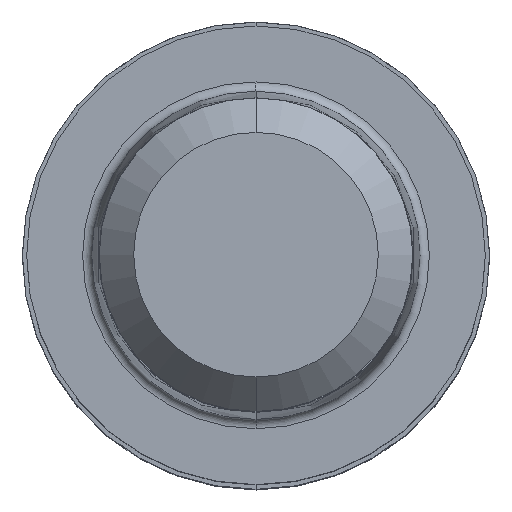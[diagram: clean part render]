
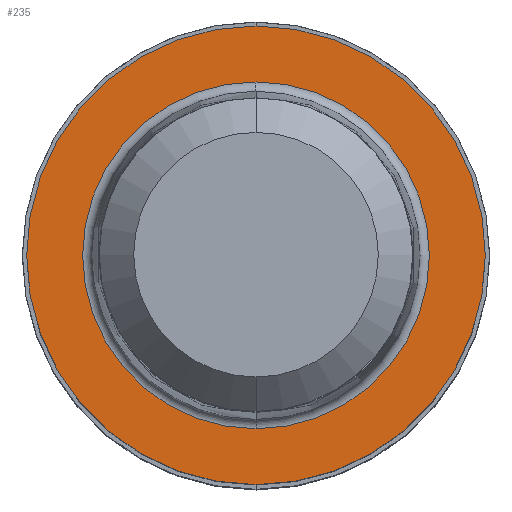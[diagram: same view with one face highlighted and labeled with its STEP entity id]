
A CAD part, top view. The second image highlights one B-rep face of the part: STEP entity #235.
In plain terms, the highlighted planar face has unit normal (0, 0, 1).
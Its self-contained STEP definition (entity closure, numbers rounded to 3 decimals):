
#235=ADVANCED_FACE('',(#579,#580),#581,.T.);
#247=EDGE_CURVE('',#337,#277,#595,.T.);
#277=VERTEX_POINT('',#629);
#295=EDGE_CURVE('',#341,#445,#650,.T.);
#309=EDGE_CURVE('',#277,#337,#668,.T.);
#337=VERTEX_POINT('',#697);
#341=VERTEX_POINT('',#702);
#437=EDGE_CURVE('',#445,#341,#806,.T.);
#445=VERTEX_POINT('',#815);
#579=FACE_OUTER_BOUND('',#962,.T.);
#580=FACE_BOUND('',#963,.T.);
#581=PLANE('',#964);
#595=CIRCLE('',#981,7.85);
#629=CARTESIAN_POINT('',(0.,-7.85,0.01));
#650=CIRCLE('',#1050,5.935);
#668=CIRCLE('',#1072,7.85);
#697=CARTESIAN_POINT('',(0.0,7.85,0.01));
#702=CARTESIAN_POINT('',(0.,-5.935,0.01));
#806=CIRCLE('',#1249,5.935);
#815=CARTESIAN_POINT('',(0.0,5.935,0.01));
#962=EDGE_LOOP('',(#1429,#1430));
#963=EDGE_LOOP('',(#1431,#1432));
#964=AXIS2_PLACEMENT_3D('',#1433,#1434,#1435);
#981=AXIS2_PLACEMENT_3D('',#1457,#1458,#1459);
#1050=AXIS2_PLACEMENT_3D('',#1532,#1533,#1534);
#1072=AXIS2_PLACEMENT_3D('',#1568,#1569,#1570);
#1249=AXIS2_PLACEMENT_3D('',#1724,#1725,#1726);
#1429=ORIENTED_EDGE('',*,*,#247,.F.);
#1430=ORIENTED_EDGE('',*,*,#309,.F.);
#1431=ORIENTED_EDGE('',*,*,#437,.T.);
#1432=ORIENTED_EDGE('',*,*,#295,.T.);
#1433=CARTESIAN_POINT('',(0.0,3.925,0.01));
#1434=DIRECTION('',(-0.0,0.0,1.0));
#1435=DIRECTION('',(0.0,-1.0,0.0));
#1457=CARTESIAN_POINT('',(0.0,0.0,0.01));
#1458=DIRECTION('',(0.0,0.0,-1.0));
#1459=DIRECTION('',(0.0,1.0,0.0));
#1532=CARTESIAN_POINT('',(0.0,0.0,0.01));
#1533=DIRECTION('',(0.0,0.0,-1.0));
#1534=DIRECTION('',(0.0,1.0,0.0));
#1568=CARTESIAN_POINT('',(0.0,0.0,0.01));
#1569=DIRECTION('',(0.0,0.0,-1.0));
#1570=DIRECTION('',(0.0,1.0,0.0));
#1724=CARTESIAN_POINT('',(0.0,0.0,0.01));
#1725=DIRECTION('',(0.0,0.0,-1.0));
#1726=DIRECTION('',(0.0,1.0,0.0));
